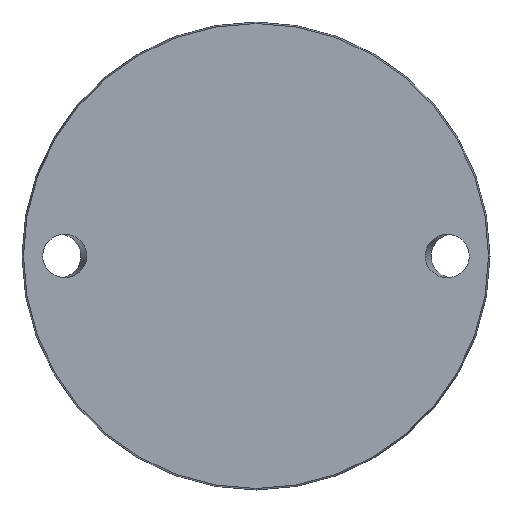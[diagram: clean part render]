
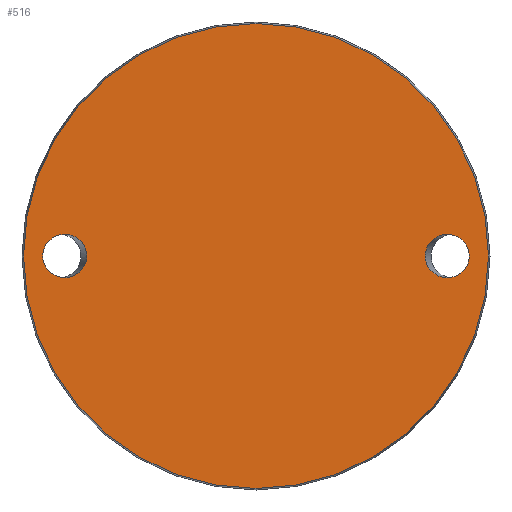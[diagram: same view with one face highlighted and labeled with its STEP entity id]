
A CAD part, front view. The second image highlights one B-rep face of the part: STEP entity #516.
In plain terms, the highlighted planar face has unit normal (0, -1, 0).
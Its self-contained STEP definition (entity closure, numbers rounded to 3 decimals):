
#2 = CARTESIAN_POINT ( 'NONE',  ( 81.115, 0., 0. ) ) ;
#46 = CARTESIAN_POINT ( 'NONE',  ( 0., 0., 0. ) ) ;
#54 = VERTEX_POINT ( 'NONE', #977 ) ;
#86 = CARTESIAN_POINT ( 'NONE',  ( 64.385, 0., 16.5 ) ) ;
#102 = CARTESIAN_POINT ( 'NONE',  ( -64.385, 0., -16.5 ) ) ;
#104 = DIRECTION ( 'NONE',  ( 0., 0., -1. ) ) ;
#105 = AXIS2_PLACEMENT_3D ( 'NONE', #127, #490, #503 ) ;
#117 = CARTESIAN_POINT ( 'NONE',  ( 0., 0., -88.425 ) ) ;
#127 = CARTESIAN_POINT ( 'NONE',  ( -88.425, 0., 0. ) ) ;
#179 = CARTESIAN_POINT ( 'NONE',  ( -64.385, 0., 0. ) ) ;
#183 = CARTESIAN_POINT ( 'NONE',  ( -81.115, 0., 0. ) ) ;
#189 = ORIENTED_EDGE ( 'NONE', *, *, #853, .T. ) ;
#195 = EDGE_LOOP ( 'NONE', ( #834 ) ) ;
#197 = FACE_BOUND ( 'NONE', #252, .T. ) ;
#199 = EDGE_CURVE ( 'NONE', #741, #741, #277, .T. ) ;
#201 = VERTEX_POINT ( 'NONE', #117 ) ;
#252 = EDGE_LOOP ( 'NONE', ( #468 ) ) ;
#253 = CARTESIAN_POINT ( 'NONE',  ( -64.385, 0., 16.5 ) ) ;
#256 = FACE_OUTER_BOUND ( 'NONE', #195, .T. ) ;
#276 = FACE_BOUND ( 'NONE', #945, .T. ) ;
#277 =( BOUNDED_CURVE ( )  B_SPLINE_CURVE ( 3, ( #317, #398, #701, #2, #548, #86, #401 ),
 .UNSPECIFIED., .T., .F. ) 
 B_SPLINE_CURVE_WITH_KNOTS ( ( 4, 3, 4 ),
 ( 0., 3.142, 6.283 ),
 .UNSPECIFIED. ) 
 CURVE ( )  GEOMETRIC_REPRESENTATION_ITEM ( )  RATIONAL_B_SPLINE_CURVE ( ( 1., 0.333, 0.333, 1., 0.333, 0.333, 1. ) ) 
 REPRESENTATION_ITEM ( '' )  );
#317 = CARTESIAN_POINT ( 'NONE',  ( 64.385, 0., 0. ) ) ;
#354 = CARTESIAN_POINT ( 'NONE',  ( 64.385, 0., 0. ) ) ;
#387 =( BOUNDED_CURVE ( )  B_SPLINE_CURVE ( 3, ( #800, #724, #253, #179, #102, #934, #183 ),
 .UNSPECIFIED., .T., .T. ) 
 B_SPLINE_CURVE_WITH_KNOTS ( ( 4, 3, 4 ),
 ( 0., 3.142, 6.283 ),
 .UNSPECIFIED. ) 
 CURVE ( )  GEOMETRIC_REPRESENTATION_ITEM ( )  RATIONAL_B_SPLINE_CURVE ( ( 1., 0.333, 0.333, 1., 0.333, 0.333, 1. ) ) 
 REPRESENTATION_ITEM ( '' )  );
#398 = CARTESIAN_POINT ( 'NONE',  ( 64.385, 0., -16.5 ) ) ;
#401 = CARTESIAN_POINT ( 'NONE',  ( 64.385, 0., 0. ) ) ;
#427 = EDGE_CURVE ( 'NONE', #201, #201, #489, .T. ) ;
#429 = PLANE ( 'NONE',  #105 ) ;
#468 = ORIENTED_EDGE ( 'NONE', *, *, #199, .F. ) ;
#489 = CIRCLE ( 'NONE', #772, 88.425 ) ;
#490 = DIRECTION ( 'NONE',  ( 0., 1., 0. ) ) ;
#503 = DIRECTION ( 'NONE',  ( 0., 0., 1. ) ) ;
#516 = ADVANCED_FACE ( 'NONE', ( #276, #197, #256 ), #429, .F. ) ;
#548 = CARTESIAN_POINT ( 'NONE',  ( 81.115, 0., 16.5 ) ) ;
#701 = CARTESIAN_POINT ( 'NONE',  ( 81.115, 0., -16.5 ) ) ;
#724 = CARTESIAN_POINT ( 'NONE',  ( -81.115, 0., 16.5 ) ) ;
#741 = VERTEX_POINT ( 'NONE', #354 ) ;
#772 = AXIS2_PLACEMENT_3D ( 'NONE', #46, #967, #104 ) ;
#800 = CARTESIAN_POINT ( 'NONE',  ( -81.115, 0., 0. ) ) ;
#834 = ORIENTED_EDGE ( 'NONE', *, *, #427, .T. ) ;
#853 = EDGE_CURVE ( 'NONE', #54, #54, #387, .T. ) ;
#934 = CARTESIAN_POINT ( 'NONE',  ( -81.115, 0., -16.5 ) ) ;
#945 = EDGE_LOOP ( 'NONE', ( #189 ) ) ;
#967 = DIRECTION ( 'NONE',  ( 0., -1., 0. ) ) ;
#977 = CARTESIAN_POINT ( 'NONE',  ( -81.115, 0., 0. ) ) ;
